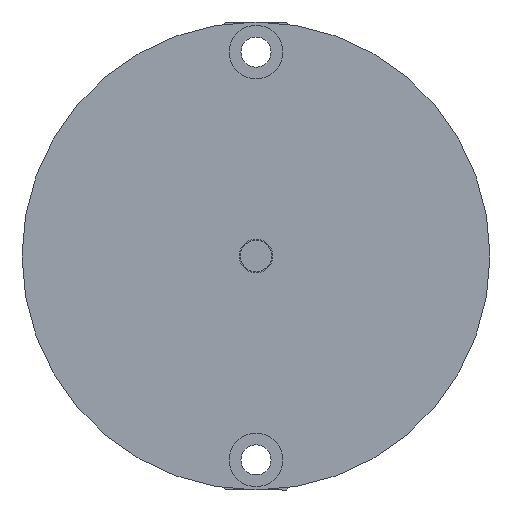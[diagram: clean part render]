
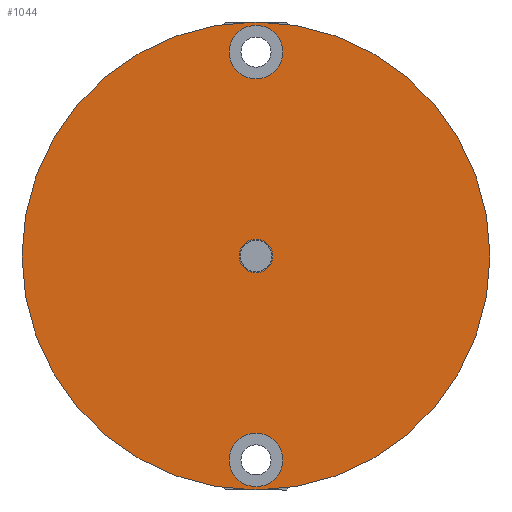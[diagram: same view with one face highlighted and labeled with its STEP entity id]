
A CAD part, front view. The second image highlights one B-rep face of the part: STEP entity #1044.
In plain terms, the highlighted planar face has unit normal (0, -1, 0).
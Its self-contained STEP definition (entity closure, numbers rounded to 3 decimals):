
#25 = CARTESIAN_POINT ( 'NONE',  ( 4., -8., -30.5 ) ) ;
#39 = EDGE_CURVE ( 'NONE', #1172, #1407, #242, .T. ) ;
#44 = DIRECTION ( 'NONE',  ( 0., -1., 0. ) ) ;
#51 = AXIS2_PLACEMENT_3D ( 'NONE', #1218, #1072, #2051 ) ;
#76 = EDGE_CURVE ( 'NONE', #1914, #1163, #164, .T. ) ;
#106 = EDGE_CURVE ( 'NONE', #434, #2109, #1855, .T. ) ;
#114 = CARTESIAN_POINT ( 'NONE',  ( -35., -8., 0. ) ) ;
#132 = VERTEX_POINT ( 'NONE', #735 ) ;
#164 = CIRCLE ( 'NONE', #51, 4. ) ;
#212 = AXIS2_PLACEMENT_3D ( 'NONE', #2085, #1891, #419 ) ;
#223 = AXIS2_PLACEMENT_3D ( 'NONE', #568, #576, #2032 ) ;
#242 = CIRCLE ( 'NONE', #1599, 35. ) ;
#277 = CARTESIAN_POINT ( 'NONE',  ( -4., -8., -30.5 ) ) ;
#304 = ORIENTED_EDGE ( 'NONE', *, *, #1493, .F. ) ;
#306 = ORIENTED_EDGE ( 'NONE', *, *, #106, .F. ) ;
#314 = DIRECTION ( 'NONE',  ( 0., -1., 0. ) ) ;
#321 = ORIENTED_EDGE ( 'NONE', *, *, #76, .F. ) ;
#340 = AXIS2_PLACEMENT_3D ( 'NONE', #796, #1271, #597 ) ;
#419 = DIRECTION ( 'NONE',  ( -1., 0., 0. ) ) ;
#434 = VERTEX_POINT ( 'NONE', #1471 ) ;
#488 = CARTESIAN_POINT ( 'NONE',  ( -2.5, -8., 0. ) ) ;
#550 = FACE_BOUND ( 'NONE', #1768, .T. ) ;
#560 = AXIS2_PLACEMENT_3D ( 'NONE', #977, #314, #657 ) ;
#568 = CARTESIAN_POINT ( 'NONE',  ( 0., -8., 30.5 ) ) ;
#576 = DIRECTION ( 'NONE',  ( 0., -1., 0. ) ) ;
#597 = DIRECTION ( 'NONE',  ( -1., 0., 0. ) ) ;
#613 = EDGE_LOOP ( 'NONE', ( #304, #1239 ) ) ;
#644 = DIRECTION ( 'NONE',  ( -1., 0., 0. ) ) ;
#657 = DIRECTION ( 'NONE',  ( -1., 0., 0. ) ) ;
#730 = DIRECTION ( 'NONE',  ( 0., -1., 0. ) ) ;
#735 = CARTESIAN_POINT ( 'NONE',  ( 2.5, -8., 0. ) ) ;
#744 = FACE_OUTER_BOUND ( 'NONE', #1954, .T. ) ;
#794 = DIRECTION ( 'NONE',  ( 0., -1., 0. ) ) ;
#796 = CARTESIAN_POINT ( 'NONE',  ( 0., -8., 30.5 ) ) ;
#819 = AXIS2_PLACEMENT_3D ( 'NONE', #1438, #794, #644 ) ;
#871 = EDGE_CURVE ( 'NONE', #2109, #434, #1022, .T. ) ;
#970 = FACE_BOUND ( 'NONE', #1187, .T. ) ;
#977 = CARTESIAN_POINT ( 'NONE',  ( 0., -8., 0. ) ) ;
#978 = ORIENTED_EDGE ( 'NONE', *, *, #1283, .F. ) ;
#1018 = CIRCLE ( 'NONE', #819, 2.5 ) ;
#1022 = CIRCLE ( 'NONE', #340, 4. ) ;
#1044 = ADVANCED_FACE ( 'NONE', ( #970, #550, #2104, #744 ), #1955, .T. ) ;
#1072 = DIRECTION ( 'NONE',  ( 0., -1., 0. ) ) ;
#1088 = AXIS2_PLACEMENT_3D ( 'NONE', #1663, #44, #1985 ) ;
#1163 = VERTEX_POINT ( 'NONE', #25 ) ;
#1172 = VERTEX_POINT ( 'NONE', #1332 ) ;
#1187 = EDGE_LOOP ( 'NONE', ( #1798, #306 ) ) ;
#1218 = CARTESIAN_POINT ( 'NONE',  ( 0., -8., -30.5 ) ) ;
#1239 = ORIENTED_EDGE ( 'NONE', *, *, #1624, .F. ) ;
#1271 = DIRECTION ( 'NONE',  ( 0., -1., 0. ) ) ;
#1283 = EDGE_CURVE ( 'NONE', #1163, #1914, #1399, .T. ) ;
#1332 = CARTESIAN_POINT ( 'NONE',  ( 35., -8., 0. ) ) ;
#1399 = CIRCLE ( 'NONE', #212, 4. ) ;
#1407 = VERTEX_POINT ( 'NONE', #114 ) ;
#1417 = DIRECTION ( 'NONE',  ( -1., 0., 0. ) ) ;
#1429 = ORIENTED_EDGE ( 'NONE', *, *, #39, .T. ) ;
#1436 = CIRCLE ( 'NONE', #2063, 35. ) ;
#1438 = CARTESIAN_POINT ( 'NONE',  ( 0., -8., 0. ) ) ;
#1471 = CARTESIAN_POINT ( 'NONE',  ( 4., -8., 30.5 ) ) ;
#1493 = EDGE_CURVE ( 'NONE', #1561, #132, #1018, .T. ) ;
#1535 = CARTESIAN_POINT ( 'NONE',  ( 0., -8., 0. ) ) ;
#1539 = DIRECTION ( 'NONE',  ( 0., -1., 0. ) ) ;
#1561 = VERTEX_POINT ( 'NONE', #488 ) ;
#1599 = AXIS2_PLACEMENT_3D ( 'NONE', #1892, #1539, #1863 ) ;
#1624 = EDGE_CURVE ( 'NONE', #132, #1561, #1965, .T. ) ;
#1649 = ORIENTED_EDGE ( 'NONE', *, *, #1826, .T. ) ;
#1663 = CARTESIAN_POINT ( 'NONE',  ( 0., -8., 0. ) ) ;
#1768 = EDGE_LOOP ( 'NONE', ( #321, #978 ) ) ;
#1798 = ORIENTED_EDGE ( 'NONE', *, *, #871, .F. ) ;
#1826 = EDGE_CURVE ( 'NONE', #1407, #1172, #1436, .T. ) ;
#1855 = CIRCLE ( 'NONE', #223, 4. ) ;
#1863 = DIRECTION ( 'NONE',  ( -1., 0., 0. ) ) ;
#1891 = DIRECTION ( 'NONE',  ( 0., -1., 0. ) ) ;
#1892 = CARTESIAN_POINT ( 'NONE',  ( 0., -8., 0. ) ) ;
#1914 = VERTEX_POINT ( 'NONE', #277 ) ;
#1922 = CARTESIAN_POINT ( 'NONE',  ( -4., -8., 30.5 ) ) ;
#1954 = EDGE_LOOP ( 'NONE', ( #1429, #1649 ) ) ;
#1955 = PLANE ( 'NONE',  #560 ) ;
#1965 = CIRCLE ( 'NONE', #1088, 2.5 ) ;
#1985 = DIRECTION ( 'NONE',  ( -1., 0., 0. ) ) ;
#2032 = DIRECTION ( 'NONE',  ( -1., 0., 0. ) ) ;
#2051 = DIRECTION ( 'NONE',  ( -1., 0., 0. ) ) ;
#2063 = AXIS2_PLACEMENT_3D ( 'NONE', #1535, #730, #1417 ) ;
#2085 = CARTESIAN_POINT ( 'NONE',  ( 0., -8., -30.5 ) ) ;
#2104 = FACE_BOUND ( 'NONE', #613, .T. ) ;
#2109 = VERTEX_POINT ( 'NONE', #1922 ) ;
